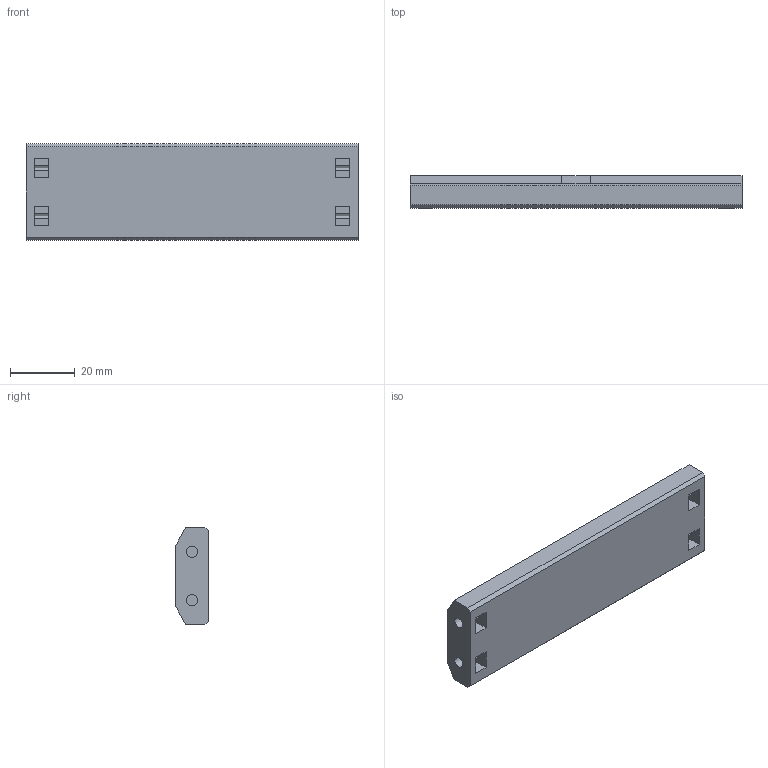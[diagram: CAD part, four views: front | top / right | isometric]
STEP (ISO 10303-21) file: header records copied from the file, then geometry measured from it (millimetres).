
FILE_DESCRIPTION (( 'STEP AP214' ), '1' );
FILE_NAME ('Stab.STEP', '2024-10-12T22:25:08', ( '' ), ( '' ), 'SwSTEP 2.0', 'SolidWorks 2024', '' );
FILE_SCHEMA (( 'AUTOMOTIVE_DESIGN' ));
Length unit declared in the file: millimetre
Products named in the file (1): Stab
Bounding box: 102.75 x 10 x 30 mm (x, y, z)
Volume: 27730.8 mm3; surface area: 9261 mm2
Topology: 1 solids, 1 shells, 68 faces, 174 edges, 116 vertices
Faces by surface type: plane 46, cylinder 16, bspline 6
Entity records: 2125 total; most frequent: CARTESIAN_POINT 429, ORIENTED_EDGE 348, DIRECTION 324, EDGE_CURVE 174, LINE 134, VECTOR 134, VERTEX_POINT 116, AXIS2_PLACEMENT_3D 95
